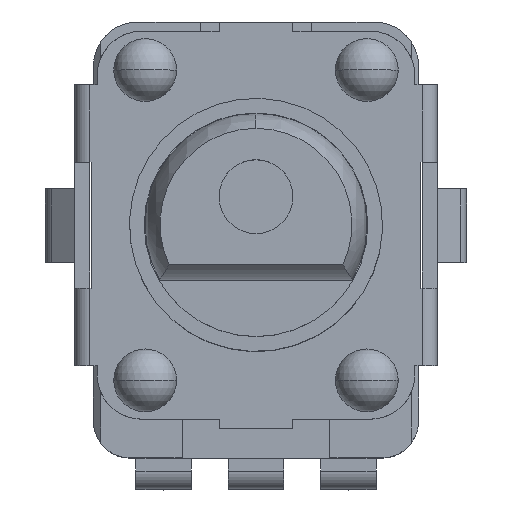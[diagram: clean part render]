
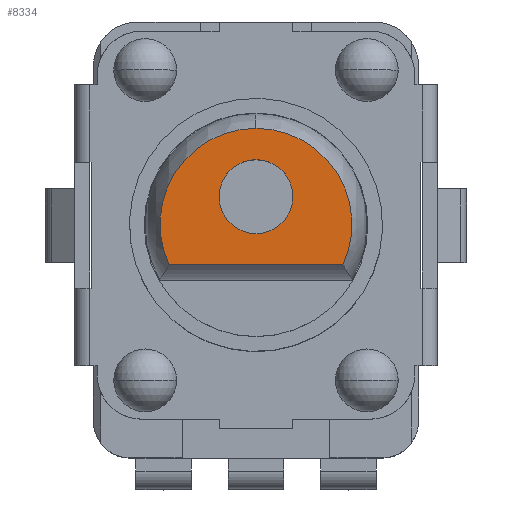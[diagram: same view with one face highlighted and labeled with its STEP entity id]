
A CAD part, top view. The second image highlights one B-rep face of the part: STEP entity #8334.
In plain terms, the highlighted face is planar.
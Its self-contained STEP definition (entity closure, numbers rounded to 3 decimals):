
#27 = AXIS2_PLACEMENT_3D ( 'NONE', #35, #34, #33 ) ;
#33 = DIRECTION ( 'NONE',  ( -1., 0., 0. ) ) ;
#34 = DIRECTION ( 'NONE',  ( 0., 0., 1. ) ) ;
#35 = CARTESIAN_POINT ( 'NONE',  ( 0., 0., -13.5 ) ) ;
#40 = FACE_OUTER_BOUND ( 'NONE', #8336, .T. ) ;
#46 = FACE_BOUND ( 'NONE', #8331, .T. ) ;
#78 = PLANE ( 'NONE',  #27 ) ;
#1781 = CARTESIAN_POINT ( 'NONE',  ( 0., 0.75, -13.5 ) ) ;
#1790 = CARTESIAN_POINT ( 'NONE',  ( -1., 0.75, -13.5 ) ) ;
#1841 = DIRECTION ( 'NONE',  ( 1., 0., 0. ) ) ;
#1842 = DIRECTION ( 'NONE',  ( 0., 0., -1. ) ) ;
#1853 = CIRCLE ( 'NONE', #1858, 1. ) ;
#1857 = CARTESIAN_POINT ( 'NONE',  ( 1., 0.75, -13.5 ) ) ;
#1858 = AXIS2_PLACEMENT_3D ( 'NONE', #1781, #1842, #1841 ) ;
#1891 = CARTESIAN_POINT ( 'NONE',  ( -2.355, -1.098, -13.5 ) ) ;
#1925 = DIRECTION ( 'NONE',  ( 1., 0., 0. ) ) ;
#1935 = DIRECTION ( 'NONE',  ( 0., 0., -1. ) ) ;
#1943 = CARTESIAN_POINT ( 'NONE',  ( 0., 0., -13.5 ) ) ;
#1944 = CIRCLE ( 'NONE', #1950, 2.598 ) ;
#1949 = CARTESIAN_POINT ( 'NONE',  ( 0., 2.598, -13.5 ) ) ;
#1950 = AXIS2_PLACEMENT_3D ( 'NONE', #1943, #1935, #1925 ) ;
#4071 = VECTOR ( 'NONE', #4157, 1000. ) ;
#4092 = LINE ( 'NONE', #4158, #4071 ) ;
#4093 = CARTESIAN_POINT ( 'NONE',  ( 0., 0.75, -13.5 ) ) ;
#4094 = DIRECTION ( 'NONE',  ( 1., 0., 0. ) ) ;
#4111 = AXIS2_PLACEMENT_3D ( 'NONE', #4207, #4206, #4094 ) ;
#4156 = CIRCLE ( 'NONE', #4111, 2.598 ) ;
#4157 = DIRECTION ( 'NONE',  ( 1., 0., 0. ) ) ;
#4158 = CARTESIAN_POINT ( 'NONE',  ( -4.026, -1.098, -13.5 ) ) ;
#4190 = DIRECTION ( 'NONE',  ( 1., 0., 0. ) ) ;
#4191 = DIRECTION ( 'NONE',  ( 0., 0., -1. ) ) ;
#4192 = AXIS2_PLACEMENT_3D ( 'NONE', #4093, #4191, #4190 ) ;
#4193 = CIRCLE ( 'NONE', #4192, 1. ) ;
#4206 = DIRECTION ( 'NONE',  ( 0., 0., -1. ) ) ;
#4207 = CARTESIAN_POINT ( 'NONE',  ( 0., 0., -13.5 ) ) ;
#7845 = CARTESIAN_POINT ( 'NONE',  ( 2.355, -1.098, -13.5 ) ) ;
#8217 = VERTEX_POINT ( 'NONE', #7845 ) ;
#8278 = EDGE_CURVE ( 'NONE', #8906, #8217, #4156, .T. ) ;
#8279 = EDGE_CURVE ( 'NONE', #8909, #8217, #4092, .T. ) ;
#8281 = ORIENTED_EDGE ( 'NONE', *, *, #8286, .F. ) ;
#8286 = EDGE_CURVE ( 'NONE', #8890, #8889, #4193, .T. ) ;
#8331 = EDGE_LOOP ( 'NONE', ( #8281, #8337 ) ) ;
#8334 = ADVANCED_FACE ( 'NONE', ( #46, #40 ), #78, .F. ) ;
#8335 = ORIENTED_EDGE ( 'NONE', *, *, #8279, .F. ) ;
#8336 = EDGE_LOOP ( 'NONE', ( #8335, #8341, #8339 ) ) ;
#8337 = ORIENTED_EDGE ( 'NONE', *, *, #8894, .F. ) ;
#8339 = ORIENTED_EDGE ( 'NONE', *, *, #8278, .T. ) ;
#8341 = ORIENTED_EDGE ( 'NONE', *, *, #8910, .T. ) ;
#8889 = VERTEX_POINT ( 'NONE', #1790 ) ;
#8890 = VERTEX_POINT ( 'NONE', #1857 ) ;
#8894 = EDGE_CURVE ( 'NONE', #8889, #8890, #1853, .T. ) ;
#8906 = VERTEX_POINT ( 'NONE', #1949 ) ;
#8909 = VERTEX_POINT ( 'NONE', #1891 ) ;
#8910 = EDGE_CURVE ( 'NONE', #8909, #8906, #1944, .T. ) ;
